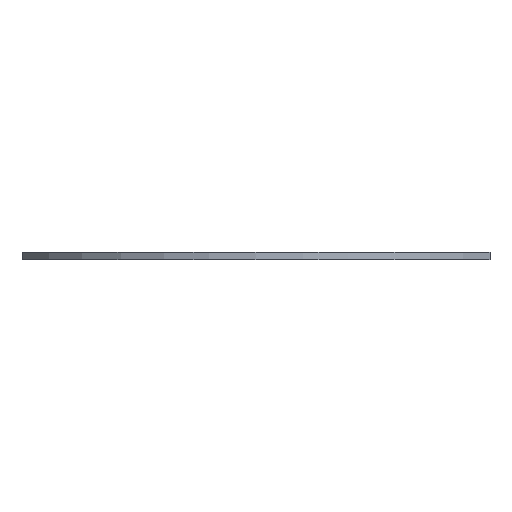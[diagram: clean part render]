
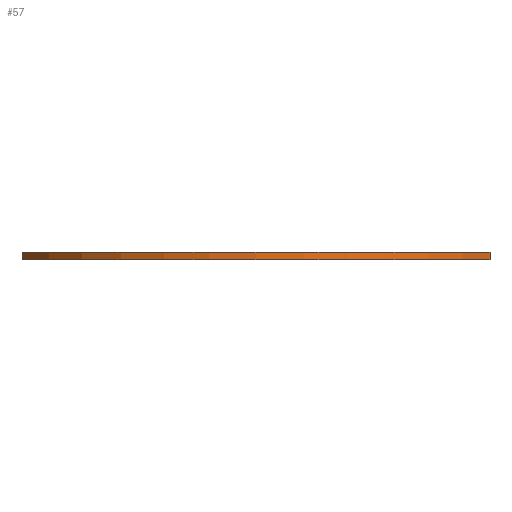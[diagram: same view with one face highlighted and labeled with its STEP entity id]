
A CAD part, front view. The second image highlights one B-rep face of the part: STEP entity #57.
In plain terms, the highlighted cylindrical face has radius 114 mm (diameter 228 mm), a partial arc.
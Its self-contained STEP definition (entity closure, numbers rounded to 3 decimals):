
#21 = EDGE_CURVE('',#22,#24,#26,.T.);
#22 = VERTEX_POINT('',#23);
#23 = CARTESIAN_POINT('',(98.5,-57.391,0.));
#24 = VERTEX_POINT('',#25);
#25 = CARTESIAN_POINT('',(98.5,-57.391,3.));
#26 = LINE('',#27,#28);
#27 = CARTESIAN_POINT('',(98.5,-57.391,0.));
#28 = VECTOR('',#29,1.);
#29 = DIRECTION('',(0.,0.,1.));
#57 = ADVANCED_FACE('',(#58),#85,.T.);
#58 = FACE_BOUND('',#59,.F.);
#59 = EDGE_LOOP('',(#60,#70,#77,#78));
#60 = ORIENTED_EDGE('',*,*,#61,.T.);
#61 = EDGE_CURVE('',#62,#64,#66,.T.);
#62 = VERTEX_POINT('',#63);
#63 = CARTESIAN_POINT('',(-98.5,-57.391,0.));
#64 = VERTEX_POINT('',#65);
#65 = CARTESIAN_POINT('',(-98.5,-57.391,3.));
#66 = LINE('',#67,#68);
#67 = CARTESIAN_POINT('',(-98.5,-57.391,0.));
#68 = VECTOR('',#69,1.);
#69 = DIRECTION('',(0.,0.,1.));
#70 = ORIENTED_EDGE('',*,*,#71,.T.);
#71 = EDGE_CURVE('',#64,#24,#72,.T.);
#72 = CIRCLE('',#73,114.);
#73 = AXIS2_PLACEMENT_3D('',#74,#75,#76);
#74 = CARTESIAN_POINT('',(0.,0.,3.));
#75 = DIRECTION('',(0.,0.,1.));
#76 = DIRECTION('',(1.,0.,0.));
#77 = ORIENTED_EDGE('',*,*,#21,.F.);
#78 = ORIENTED_EDGE('',*,*,#79,.F.);
#79 = EDGE_CURVE('',#62,#22,#80,.T.);
#80 = CIRCLE('',#81,114.);
#81 = AXIS2_PLACEMENT_3D('',#82,#83,#84);
#82 = CARTESIAN_POINT('',(0.,0.,0.));
#83 = DIRECTION('',(0.,0.,1.));
#84 = DIRECTION('',(1.,0.,0.));
#85 = CYLINDRICAL_SURFACE('',#86,114.);
#86 = AXIS2_PLACEMENT_3D('',#87,#88,#89);
#87 = CARTESIAN_POINT('',(0.,0.,0.));
#88 = DIRECTION('',(-0.,-0.,-1.));
#89 = DIRECTION('',(1.,0.,0.));
